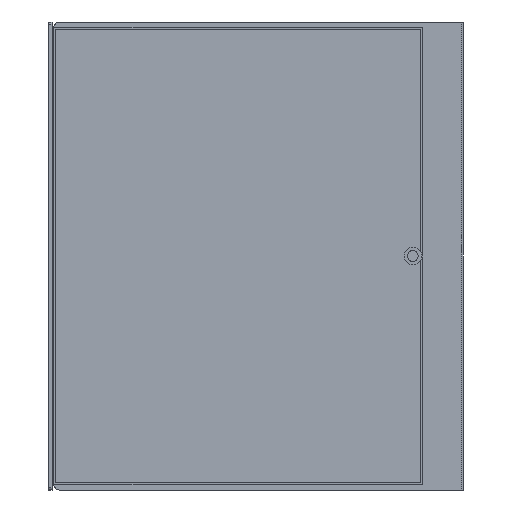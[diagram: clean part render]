
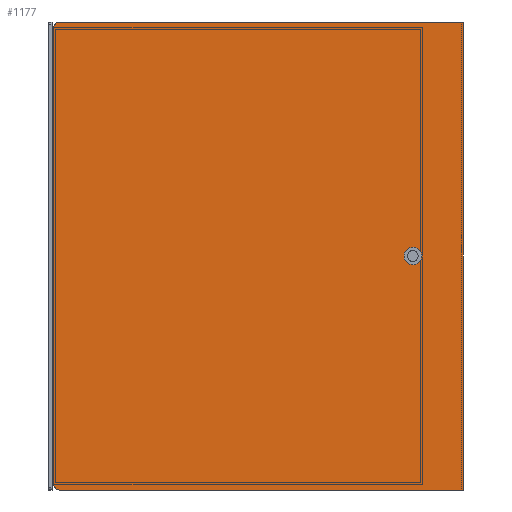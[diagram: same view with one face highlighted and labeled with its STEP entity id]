
A CAD part, left-side view. The second image highlights one B-rep face of the part: STEP entity #1177.
In plain terms, the highlighted planar face has unit normal (-1, 0, 0).
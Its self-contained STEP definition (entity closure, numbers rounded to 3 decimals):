
#76 = EDGE_CURVE ( 'NONE', #669, #1112, #1094, .T. ) ;
#82 = DIRECTION ( 'NONE',  ( 0., 0., -1. ) ) ;
#92 = CARTESIAN_POINT ( 'NONE',  ( -500., -12., 400. ) ) ;
#239 = CARTESIAN_POINT ( 'NONE',  ( -500., -9., 400. ) ) ;
#246 = CIRCLE ( 'NONE', #972, 15. ) ;
#267 = ORIENTED_EDGE ( 'NONE', *, *, #954, .T. ) ;
#385 = DIRECTION ( 'NONE',  ( 0., 1., 0. ) ) ;
#399 = FACE_BOUND ( 'NONE', #497, .T. ) ;
#418 = EDGE_LOOP ( 'NONE', ( #1367, #1797, #1310, #2228, #1738, #267 ) ) ;
#426 = VERTEX_POINT ( 'NONE', #2143 ) ;
#444 = CARTESIAN_POINT ( 'NONE',  ( -500., -19., 400. ) ) ;
#488 = VERTEX_POINT ( 'NONE', #1256 ) ;
#497 = EDGE_LOOP ( 'NONE', ( #1854 ) ) ;
#505 = LINE ( 'NONE', #1762, #1910 ) ;
#563 = CARTESIAN_POINT ( 'NONE',  ( -500., -19., -390. ) ) ;
#568 = DIRECTION ( 'NONE',  ( 0., 0., -1. ) ) ;
#657 = EDGE_CURVE ( 'NONE', #488, #669, #505, .T. ) ;
#669 = VERTEX_POINT ( 'NONE', #1730 ) ;
#688 = CIRCLE ( 'NONE', #1108, 10. ) ;
#710 = CARTESIAN_POINT ( 'NONE',  ( -500., -12., -400. ) ) ;
#711 = VECTOR ( 'NONE', #385, 1000. ) ;
#735 = DIRECTION ( 'NONE',  ( -1., 0., 0. ) ) ;
#743 = DIRECTION ( 'NONE',  ( 0., 0., -1. ) ) ;
#751 = DIRECTION ( 'NONE',  ( -1., 0., 0. ) ) ;
#918 = LINE ( 'NONE', #239, #1839 ) ;
#923 = LINE ( 'NONE', #710, #977 ) ;
#932 = CARTESIAN_POINT ( 'NONE',  ( -500., -19., 390. ) ) ;
#948 = EDGE_CURVE ( 'NONE', #426, #426, #246, .T. ) ;
#954 = EDGE_CURVE ( 'NONE', #1112, #2288, #688, .T. ) ;
#972 = AXIS2_PLACEMENT_3D ( 'NONE', #1661, #751, #568 ) ;
#977 = VECTOR ( 'NONE', #2381, 1000. ) ;
#1008 = AXIS2_PLACEMENT_3D ( 'NONE', #1218, #1329, #1334 ) ;
#1026 = VERTEX_POINT ( 'NONE', #1490 ) ;
#1094 = LINE ( 'NONE', #92, #711 ) ;
#1108 = AXIS2_PLACEMENT_3D ( 'NONE', #932, #2216, #1122 ) ;
#1112 = VERTEX_POINT ( 'NONE', #444 ) ;
#1122 = DIRECTION ( 'NONE',  ( 0., 0., -1. ) ) ;
#1177 = ADVANCED_FACE ( 'NONE', ( #399, #1321 ), #1323, .F. ) ;
#1218 = CARTESIAN_POINT ( 'NONE',  ( -500., -12., 400. ) ) ;
#1256 = CARTESIAN_POINT ( 'NONE',  ( -500., -709., -400. ) ) ;
#1310 = ORIENTED_EDGE ( 'NONE', *, *, #2044, .F. ) ;
#1321 = FACE_OUTER_BOUND ( 'NONE', #418, .T. ) ;
#1323 = PLANE ( 'NONE',  #1008 ) ;
#1329 = DIRECTION ( 'NONE',  ( 1., 0., 0. ) ) ;
#1334 = DIRECTION ( 'NONE',  ( 0., 0., -1. ) ) ;
#1344 = CARTESIAN_POINT ( 'NONE',  ( -500., -9., 390. ) ) ;
#1351 = CIRCLE ( 'NONE', #2244, 10. ) ;
#1367 = ORIENTED_EDGE ( 'NONE', *, *, #1392, .T. ) ;
#1392 = EDGE_CURVE ( 'NONE', #2288, #1517, #918, .T. ) ;
#1490 = CARTESIAN_POINT ( 'NONE',  ( -500., -19., -400. ) ) ;
#1517 = VERTEX_POINT ( 'NONE', #1556 ) ;
#1556 = CARTESIAN_POINT ( 'NONE',  ( -500., -9., -390. ) ) ;
#1593 = DIRECTION ( 'NONE',  ( 0., 0., 1. ) ) ;
#1661 = CARTESIAN_POINT ( 'NONE',  ( -500., -622.5, 0. ) ) ;
#1730 = CARTESIAN_POINT ( 'NONE',  ( -500., -709., 400. ) ) ;
#1738 = ORIENTED_EDGE ( 'NONE', *, *, #76, .T. ) ;
#1762 = CARTESIAN_POINT ( 'NONE',  ( -500., -709., -476.158 ) ) ;
#1797 = ORIENTED_EDGE ( 'NONE', *, *, #2053, .T. ) ;
#1839 = VECTOR ( 'NONE', #82, 1000. ) ;
#1854 = ORIENTED_EDGE ( 'NONE', *, *, #948, .F. ) ;
#1910 = VECTOR ( 'NONE', #1593, 1000. ) ;
#2044 = EDGE_CURVE ( 'NONE', #488, #1026, #923, .T. ) ;
#2053 = EDGE_CURVE ( 'NONE', #1517, #1026, #1351, .T. ) ;
#2143 = CARTESIAN_POINT ( 'NONE',  ( -500., -622.5, -15. ) ) ;
#2216 = DIRECTION ( 'NONE',  ( -1., 0., 0. ) ) ;
#2228 = ORIENTED_EDGE ( 'NONE', *, *, #657, .T. ) ;
#2244 = AXIS2_PLACEMENT_3D ( 'NONE', #563, #735, #743 ) ;
#2288 = VERTEX_POINT ( 'NONE', #1344 ) ;
#2381 = DIRECTION ( 'NONE',  ( 0., 1., 0. ) ) ;
